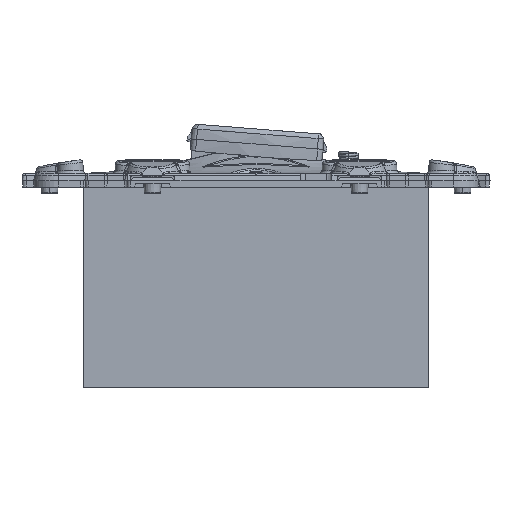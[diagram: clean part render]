
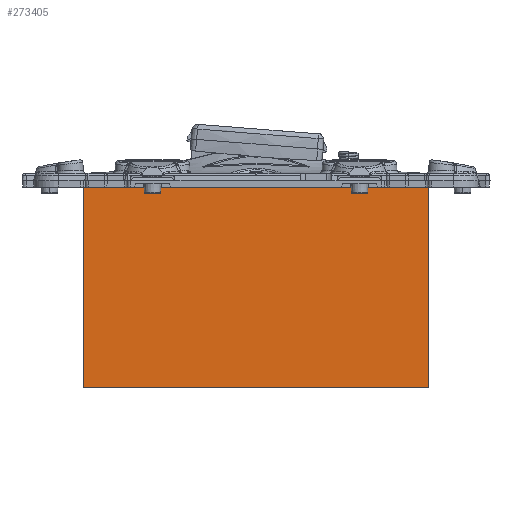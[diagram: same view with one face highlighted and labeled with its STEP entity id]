
A CAD part, left-side view. The second image highlights one B-rep face of the part: STEP entity #273405.
In plain terms, the highlighted planar face has unit normal (-1, 0, 0).
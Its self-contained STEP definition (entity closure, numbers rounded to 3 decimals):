
#273378=AXIS2_PLACEMENT_3D('Plane Axis2P3D',#273375,#273376,#273377) ;
#10284=CARTESIAN_POINT('Vertex',(-27.5,9.38,0.)) ;
#10291=CARTESIAN_POINT('Vertex',(-27.5,4.117,0.)) ;
#12324=CARTESIAN_POINT('Line Origine',(-27.5,-11.692,0.)) ;
#12328=CARTESIAN_POINT('Vertex',(-27.5,-27.5,0.)) ;
#12364=CARTESIAN_POINT('Vertex',(-27.5,27.5,0.)) ;
#12367=CARTESIAN_POINT('Line Origine',(-27.5,18.44,0.)) ;
#273348=CARTESIAN_POINT('Vertex',(-27.5,27.5,-32.)) ;
#273351=CARTESIAN_POINT('Line Origine',(-27.5,27.5,-16.)) ;
#273375=CARTESIAN_POINT('Axis2P3D Location',(-27.5,-27.5,0.)) ;
#273380=CARTESIAN_POINT('Line Origine',(-27.5,0.,-32.)) ;
#273384=CARTESIAN_POINT('Vertex',(-27.5,-27.5,-32.)) ;
#273387=CARTESIAN_POINT('Line Origine',(-27.5,-27.5,-16.)) ;
#273392=CARTESIAN_POINT('Line Origine',(-27.5,6.749,0.)) ;
#12325=DIRECTION('Vector Direction',(0.,1.,0.)) ;
#12368=DIRECTION('Vector Direction',(0.,1.,0.)) ;
#273352=DIRECTION('Vector Direction',(0.,0.,-1.)) ;
#273376=DIRECTION('Axis2P3D Direction',(-1.,0.,0.)) ;
#273377=DIRECTION('Axis2P3D XDirection',(0.,1.,0.)) ;
#273381=DIRECTION('Vector Direction',(0.,1.,0.)) ;
#273388=DIRECTION('Vector Direction',(0.,0.,-1.)) ;
#273393=DIRECTION('Vector Direction',(0.,1.,0.)) ;
#12326=VECTOR('Line Direction',#12325,1.) ;
#12369=VECTOR('Line Direction',#12368,1.) ;
#273353=VECTOR('Line Direction',#273352,1.) ;
#273382=VECTOR('Line Direction',#273381,1.) ;
#273389=VECTOR('Line Direction',#273388,1.) ;
#273394=VECTOR('Line Direction',#273393,1.) ;
#273398=ORIENTED_EDGE('',*,*,#273386,.T.) ;
#273399=ORIENTED_EDGE('',*,*,#273391,.F.) ;
#273400=ORIENTED_EDGE('',*,*,#12330,.F.) ;
#273401=ORIENTED_EDGE('',*,*,#273396,.F.) ;
#273402=ORIENTED_EDGE('',*,*,#12371,.F.) ;
#273403=ORIENTED_EDGE('',*,*,#273355,.T.) ;
#273405=ADVANCED_FACE('PartBody',(#273404),#273379,.T.) ;
#12330=EDGE_CURVE('',#10292,#12329,#12327,.F.) ;
#12371=EDGE_CURVE('',#12365,#10285,#12370,.F.) ;
#273355=EDGE_CURVE('',#12365,#273349,#273354,.T.) ;
#273386=EDGE_CURVE('',#273349,#273385,#273383,.F.) ;
#273391=EDGE_CURVE('',#12329,#273385,#273390,.T.) ;
#273396=EDGE_CURVE('',#10285,#10292,#273395,.F.) ;
#273397=EDGE_LOOP('',(#273398,#273399,#273400,#273401,#273402,#273403)) ;
#273404=FACE_OUTER_BOUND('',#273397,.T.) ;
#12327=LINE('Line',#12324,#12326) ;
#12370=LINE('Line',#12367,#12369) ;
#273354=LINE('Line',#273351,#273353) ;
#273383=LINE('Line',#273380,#273382) ;
#273390=LINE('Line',#273387,#273389) ;
#273395=LINE('Line',#273392,#273394) ;
#273379=PLANE('',#273378) ;
#10285=VERTEX_POINT('',#10284) ;
#10292=VERTEX_POINT('',#10291) ;
#12329=VERTEX_POINT('',#12328) ;
#12365=VERTEX_POINT('',#12364) ;
#273349=VERTEX_POINT('',#273348) ;
#273385=VERTEX_POINT('',#273384) ;
